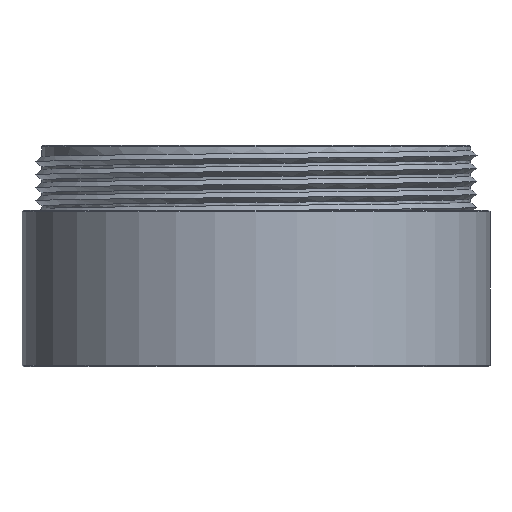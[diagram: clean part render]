
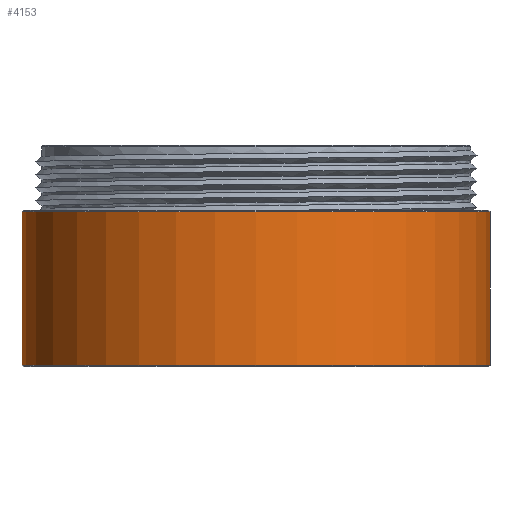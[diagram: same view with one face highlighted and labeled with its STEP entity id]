
A CAD part, front view. The second image highlights one B-rep face of the part: STEP entity #4153.
In plain terms, the highlighted cylindrical face has radius 36 mm (diameter 72 mm), a full revolution.
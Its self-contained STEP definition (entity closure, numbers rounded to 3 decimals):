
#4082 = CONICAL_SURFACE('',#4083,36.,0.785);
#4083 = AXIS2_PLACEMENT_3D('',#4084,#4085,#4086);
#4084 = CARTESIAN_POINT('',(0.,0.,19.8));
#4085 = DIRECTION('',(0.,0.,-1.));
#4086 = DIRECTION('',(1.,0.,0.));
#4103 = VERTEX_POINT('',#4104);
#4104 = CARTESIAN_POINT('',(36.,0.,19.8));
#4127 = EDGE_CURVE('',#4103,#4103,#4128,.T.);
#4128 = SURFACE_CURVE('',#4129,(#4134,#4141),.PCURVE_S1.);
#4129 = CIRCLE('',#4130,36.);
#4130 = AXIS2_PLACEMENT_3D('',#4131,#4132,#4133);
#4131 = CARTESIAN_POINT('',(0.,0.,19.8));
#4132 = DIRECTION('',(0.,0.,-1.));
#4133 = DIRECTION('',(1.,0.,0.));
#4134 = PCURVE('',#4082,#4135);
#4135 = DEFINITIONAL_REPRESENTATION('',(#4136),#4140);
#4136 = LINE('',#4137,#4138);
#4137 = CARTESIAN_POINT('',(0.,0.));
#4138 = VECTOR('',#4139,1.);
#4139 = DIRECTION('',(1.,0.));
#4140 = ( GEOMETRIC_REPRESENTATION_CONTEXT(2) 
PARAMETRIC_REPRESENTATION_CONTEXT() REPRESENTATION_CONTEXT('2D SPACE',''
  ) );
#4141 = PCURVE('',#4142,#4147);
#4142 = CYLINDRICAL_SURFACE('',#4143,36.);
#4143 = AXIS2_PLACEMENT_3D('',#4144,#4145,#4146);
#4144 = CARTESIAN_POINT('',(0.,0.,20.));
#4145 = DIRECTION('',(0.,0.,-1.));
#4146 = DIRECTION('',(1.,0.,0.));
#4147 = DEFINITIONAL_REPRESENTATION('',(#4148),#4152);
#4148 = LINE('',#4149,#4150);
#4149 = CARTESIAN_POINT('',(0.,0.2));
#4150 = VECTOR('',#4151,1.);
#4151 = DIRECTION('',(1.,0.));
#4152 = ( GEOMETRIC_REPRESENTATION_CONTEXT(2) 
PARAMETRIC_REPRESENTATION_CONTEXT() REPRESENTATION_CONTEXT('2D SPACE',''
  ) );
#4153 = ADVANCED_FACE('',(#4154),#4142,.T.);
#4154 = FACE_BOUND('',#4155,.T.);
#4155 = EDGE_LOOP('',(#4156,#4179,#4180,#4181));
#4156 = ORIENTED_EDGE('',*,*,#4157,.F.);
#4157 = EDGE_CURVE('',#4103,#4158,#4160,.T.);
#4158 = VERTEX_POINT('',#4159);
#4159 = CARTESIAN_POINT('',(36.,0.,-3.8));
#4160 = SEAM_CURVE('',#4161,(#4165,#4172),.PCURVE_S1.);
#4161 = LINE('',#4162,#4163);
#4162 = CARTESIAN_POINT('',(36.,0.,20.));
#4163 = VECTOR('',#4164,1.);
#4164 = DIRECTION('',(0.,0.,-1.));
#4165 = PCURVE('',#4142,#4166);
#4166 = DEFINITIONAL_REPRESENTATION('',(#4167),#4171);
#4167 = LINE('',#4168,#4169);
#4168 = CARTESIAN_POINT('',(0.,0.));
#4169 = VECTOR('',#4170,1.);
#4170 = DIRECTION('',(0.,1.));
#4171 = ( GEOMETRIC_REPRESENTATION_CONTEXT(2) 
PARAMETRIC_REPRESENTATION_CONTEXT() REPRESENTATION_CONTEXT('2D SPACE',''
  ) );
#4172 = PCURVE('',#4142,#4173);
#4173 = DEFINITIONAL_REPRESENTATION('',(#4174),#4178);
#4174 = LINE('',#4175,#4176);
#4175 = CARTESIAN_POINT('',(6.283,0.));
#4176 = VECTOR('',#4177,1.);
#4177 = DIRECTION('',(0.,1.));
#4178 = ( GEOMETRIC_REPRESENTATION_CONTEXT(2) 
PARAMETRIC_REPRESENTATION_CONTEXT() REPRESENTATION_CONTEXT('2D SPACE',''
  ) );
#4179 = ORIENTED_EDGE('',*,*,#4127,.T.);
#4180 = ORIENTED_EDGE('',*,*,#4157,.T.);
#4181 = ORIENTED_EDGE('',*,*,#4182,.F.);
#4182 = EDGE_CURVE('',#4158,#4158,#4183,.T.);
#4183 = SURFACE_CURVE('',#4184,(#4189,#4196),.PCURVE_S1.);
#4184 = CIRCLE('',#4185,36.);
#4185 = AXIS2_PLACEMENT_3D('',#4186,#4187,#4188);
#4186 = CARTESIAN_POINT('',(0.,0.,-3.8));
#4187 = DIRECTION('',(0.,0.,-1.));
#4188 = DIRECTION('',(1.,0.,0.));
#4189 = PCURVE('',#4142,#4190);
#4190 = DEFINITIONAL_REPRESENTATION('',(#4191),#4195);
#4191 = LINE('',#4192,#4193);
#4192 = CARTESIAN_POINT('',(0.,23.8));
#4193 = VECTOR('',#4194,1.);
#4194 = DIRECTION('',(1.,0.));
#4195 = ( GEOMETRIC_REPRESENTATION_CONTEXT(2) 
PARAMETRIC_REPRESENTATION_CONTEXT() REPRESENTATION_CONTEXT('2D SPACE',''
  ) );
#4196 = PCURVE('',#4197,#4202);
#4197 = CONICAL_SURFACE('',#4198,36.,0.785);
#4198 = AXIS2_PLACEMENT_3D('',#4199,#4200,#4201);
#4199 = CARTESIAN_POINT('',(0.,0.,-3.8));
#4200 = DIRECTION('',(-0.,0.,1.));
#4201 = DIRECTION('',(1.,0.,0.));
#4202 = DEFINITIONAL_REPRESENTATION('',(#4203),#4207);
#4203 = LINE('',#4204,#4205);
#4204 = CARTESIAN_POINT('',(-0.,-0.));
#4205 = VECTOR('',#4206,1.);
#4206 = DIRECTION('',(-1.,-0.));
#4207 = ( GEOMETRIC_REPRESENTATION_CONTEXT(2) 
PARAMETRIC_REPRESENTATION_CONTEXT() REPRESENTATION_CONTEXT('2D SPACE',''
  ) );
